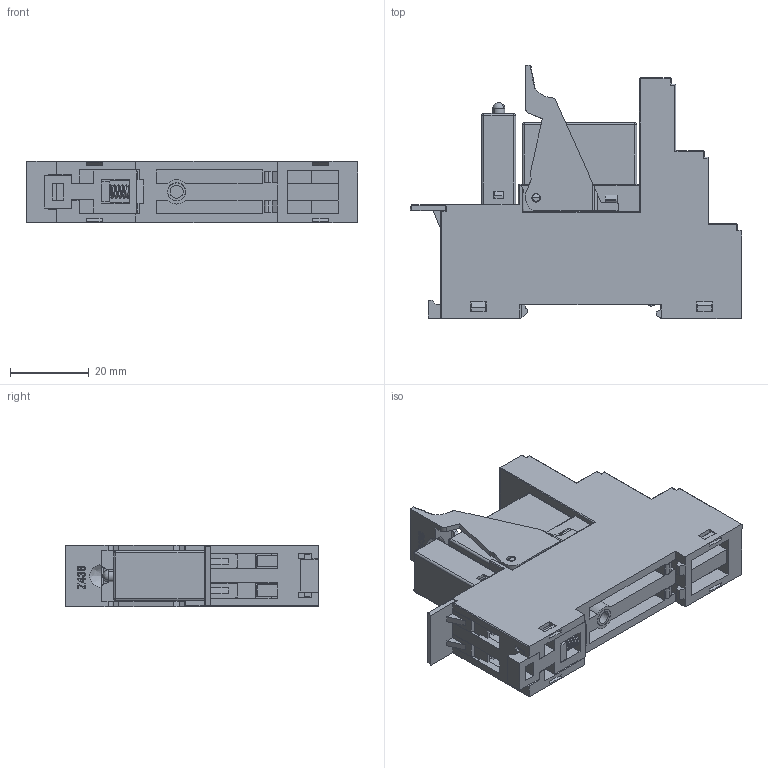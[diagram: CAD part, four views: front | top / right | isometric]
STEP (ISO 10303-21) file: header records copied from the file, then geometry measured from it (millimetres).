
FILE_DESCRIPTION(('STEP AP242'),'1');
FILE_NAME('rsb1a120b7pv.stp','2019-10-10T14:30:33',('TraceParts'),('TraceParts S.A.'),'Spatial InterOp 3D',' ',' ');
FILE_SCHEMA(('AP242_MANAGED_MODEL_BASED_3D_ENGINEERING_MIM_LF {1 0 10303 442 1 1 4}'));
Length unit declared in the file: millimetre
Products named in the file (1): rsb1a120b7pv
Bounding box: 84.2 x 64.2 x 15.7 mm (x, y, z)
Volume: 33533.1 mm3; surface area: 33705.1 mm2
Topology: 1 solids, 1 shells, 2890 faces, 7928 edges, 5050 vertices
Faces by surface type: plane 1764, cylinder 460, cone 283, torus 237, extrusion 110, sphere 26, bspline 7, revolution 3
Entity records: 112458 total; most frequent: CARTESIAN_POINT 40127, ORIENTED_EDGE 15778, DIRECTION 13983, EDGE_CURVE 7889, VECTOR 5444, LINE 5334, VERTEX_POINT 5050, AXIS2_PLACEMENT_3D 4268
